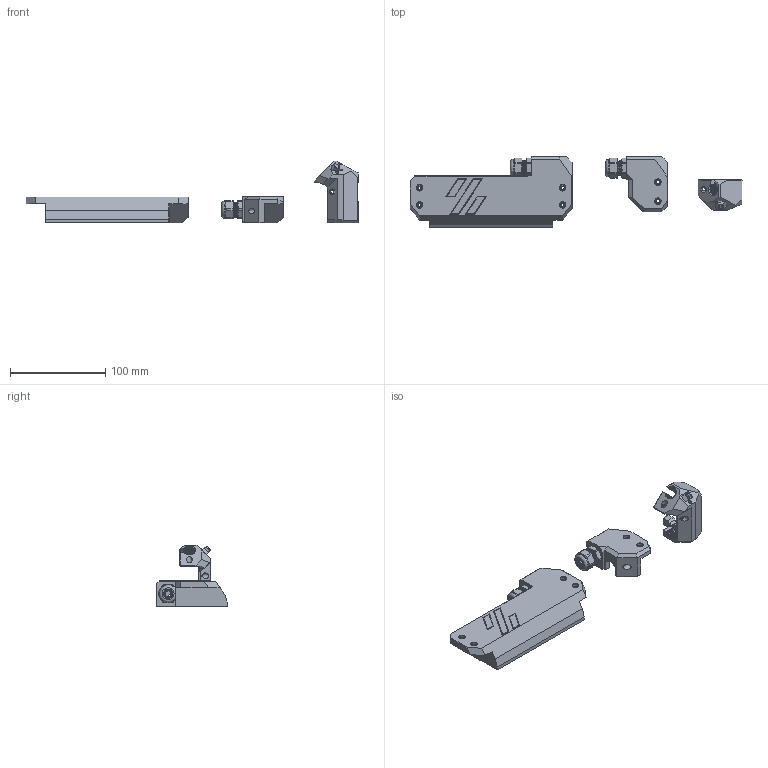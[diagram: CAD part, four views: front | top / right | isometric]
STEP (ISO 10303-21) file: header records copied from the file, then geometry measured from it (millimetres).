
FILE_DESCRIPTION(/* description */ (''),/* implementation_level */ '2;1');
FILE_NAME(/* name */ 'v2.4_z_umbilical.step',/* time_stamp */ '2024-03-12T06:39:02-07:00',/* author */ (''),/* organization */ (''),/* preprocessor_version */ 'ST-DEVELOPER v20',/* originating_system */ 'Autodesk Translation Framework v12.20.1.177',/* authorisation */ '');
FILE_SCHEMA (('AUTOMOTIVE_DESIGN { 1 0 10303 214 3 1 1 }'));
Products named in the file (8): Z_umbilical; Upper_Z_umbilical; Lower_Z_umbilical; PG9_gland; Lower_Z_umbilical_RGB_LED_Logo; PG9_gland (1); Z_Chain_Cable_Cover; LED_Diffuser
Assembly tree (7 placements, depth 4):
  Z_umbilical
    Upper_Z_umbilical
    Lower_Z_umbilical
      PG9_gland
    Lower_Z_umbilical_RGB_LED_Logo
      PG9_gland (1)
      Z_Chain_Cable_Cover
        LED_Diffuser
Bounding box: 348.13 x 74.17 x 64.64 mm (x, y, z)
Volume: 148949.7 mm3; surface area: 78068 mm2
Topology: 10 solids, 10 shells, 695 faces, 2026 edges, 1367 vertices
Faces by surface type: plane 424, cylinder 145, cone 58, bspline 56, torus 12
Full cylindrical faces by diameter (mm): 3.4 x9, 6 x10, 8 x4, 10.543 x4, 13.085 x4, 14.01 x8, 15.2 x8, 15.35 x8, 18.5 x2
Entity records: 45462 total; most frequent: CARTESIAN_POINT 27699, ORIENTED_EDGE 4052, DIRECTION 3120, EDGE_CURVE 2026, VERTEX_POINT 1367, LINE 1146, VECTOR 1146, AXIS2_PLACEMENT_3D 987
